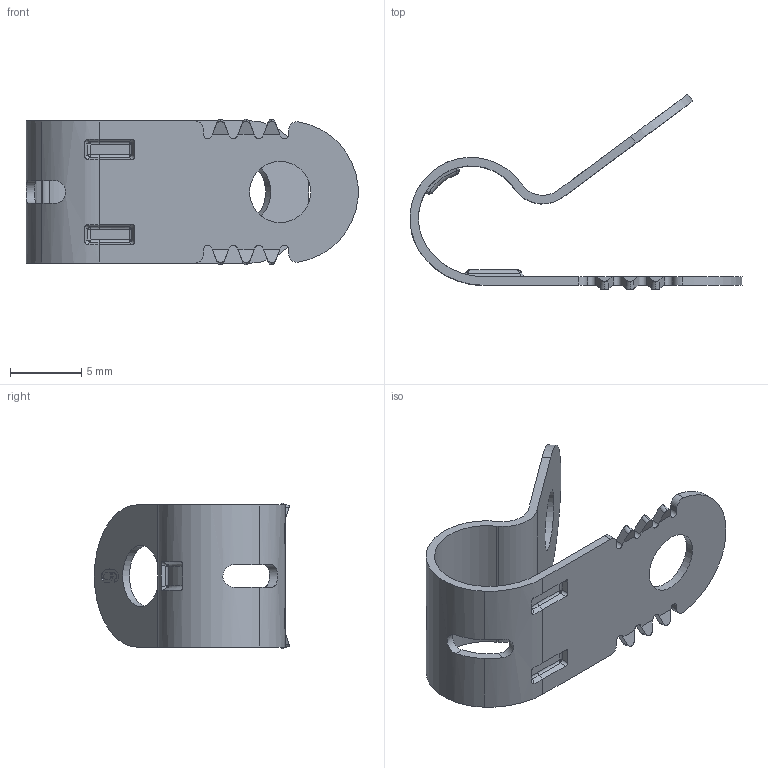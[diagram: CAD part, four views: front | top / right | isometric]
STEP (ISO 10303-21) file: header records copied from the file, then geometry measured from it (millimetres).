
FILE_DESCRIPTION(/* description */ ('Unknown'),/* implementation_level */ '2;1');
FILE_NAME(/* name */ '7425106',/* time_stamp */ '2017-06-19T11:15:04+08:00',/* author */ ('Unknown'),/* organization */ ('Unknown'),/* preprocessor_version */ 'ST-DEVELOPER v16.7',/* originating_system */ 'DEX',/* authorisation */ $);
FILE_SCHEMA (('AUTOMOTIVE_DESIGN {1 0 10303 214 3 1 1}'));
Length unit declared in the file: millimetre
Products named in the file (1): 7425106
Bounding box: 23.38 x 13.75 x 10.27 mm (x, y, z)
Volume: 267.8 mm3; surface area: 990.9 mm2
Topology: 1 solids, 1 shells, 316 faces, 854 edges, 544 vertices
Faces by surface type: plane 146, cylinder 82, bspline 42, sphere 34, cone 8, torus 4
Full cylindrical faces by diameter (mm): 4.3 x2
Entity records: 12874 total; most frequent: CARTESIAN_POINT 5483, ORIENTED_EDGE 1704, DIRECTION 1256, EDGE_CURVE 852, VERTEX_POINT 544, LINE 466, VECTOR 466, AXIS2_PLACEMENT_3D 395
